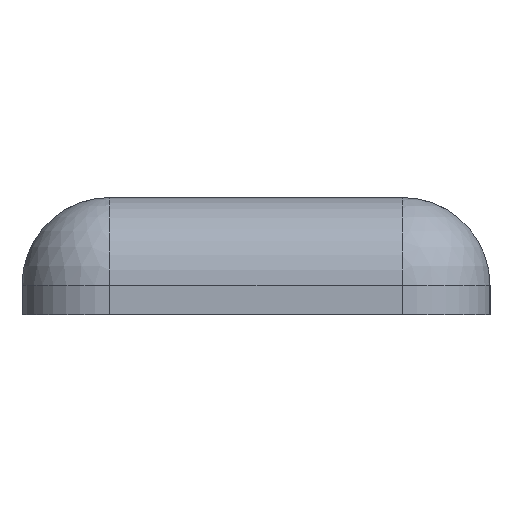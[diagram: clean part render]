
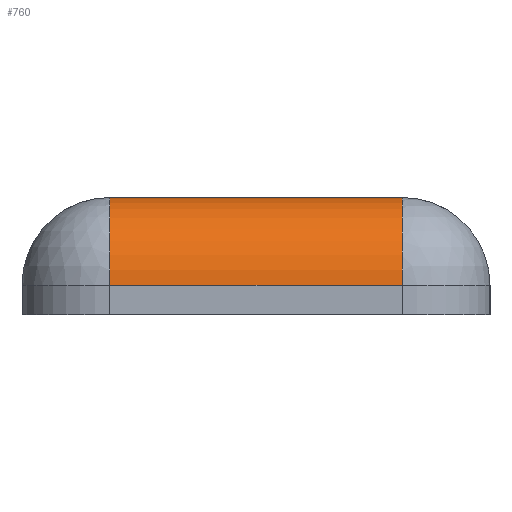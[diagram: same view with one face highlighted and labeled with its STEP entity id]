
A CAD part, left-side view. The second image highlights one B-rep face of the part: STEP entity #760.
In plain terms, the highlighted cylindrical face has radius 3 mm (diameter 6 mm), a partial arc.
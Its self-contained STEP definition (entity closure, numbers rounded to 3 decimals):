
#392=CYLINDRICAL_SURFACE('',#727,3.);
#406=CIRCLE('',#728,3.);
#407=CIRCLE('',#729,3.);
#452=ORIENTED_EDGE('',*,*,#568,.F.);
#453=ORIENTED_EDGE('',*,*,#571,.T.);
#454=ORIENTED_EDGE('',*,*,#557,.T.);
#455=ORIENTED_EDGE('',*,*,#572,.F.);
#493=VECTOR('',#639,1.);
#499=VECTOR('',#667,1.);
#513=LINE('',#799,#493);
#519=LINE('',#821,#499);
#535=VERTEX_POINT('',#796);
#536=VERTEX_POINT('',#798);
#540=VERTEX_POINT('',#816);
#541=VERTEX_POINT('',#820);
#557=EDGE_CURVE('',#536,#535,#513,.T.);
#568=EDGE_CURVE('',#541,#540,#519,.T.);
#571=EDGE_CURVE('',#541,#536,#406,.T.);
#572=EDGE_CURVE('',#540,#535,#407,.T.);
#590=EDGE_LOOP('',(#452,#453,#454,#455));
#608=FACE_BOUND('',#590,.T.);
#639=DIRECTION('',(0.,-10.,0.));
#667=DIRECTION('',(0.,-10.,0.));
#670=DIRECTION('',(0.,-1.,0.));
#671=DIRECTION('',(0.,0.,1.));
#672=DIRECTION('',(0.,-1.,0.));
#673=DIRECTION('',(0.,0.,-3.));
#674=DIRECTION('',(0.,-1.,0.));
#675=DIRECTION('',(0.,0.,-3.));
#727=AXIS2_PLACEMENT_3D('',#825,#670,#671);
#728=AXIS2_PLACEMENT_3D('',#826,#672,#673);
#729=AXIS2_PLACEMENT_3D('',#827,#674,#675);
#760=ADVANCED_FACE('',(#608),#392,.T.);
#796=CARTESIAN_POINT('',(-7.843,25.859,1.));
#798=CARTESIAN_POINT('',(-7.843,35.859,1.));
#799=CARTESIAN_POINT('',(-7.843,35.859,1.));
#816=CARTESIAN_POINT('',(-4.843,25.859,4.));
#820=CARTESIAN_POINT('',(-4.843,35.859,4.));
#821=CARTESIAN_POINT('',(-4.843,35.859,4.));
#825=CARTESIAN_POINT('',(-4.843,30.859,1.));
#826=CARTESIAN_POINT('',(-4.843,35.859,1.));
#827=CARTESIAN_POINT('',(-4.843,25.859,1.));
